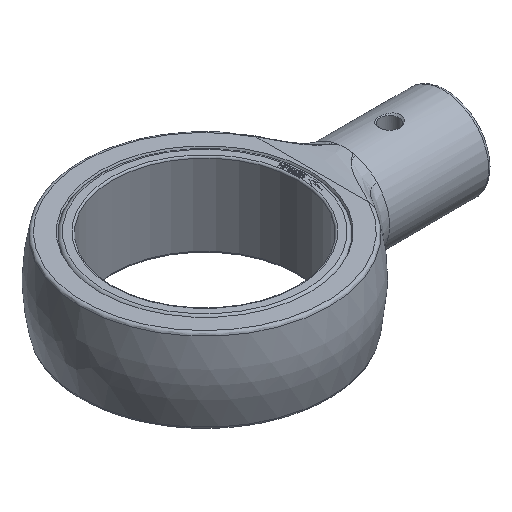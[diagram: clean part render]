
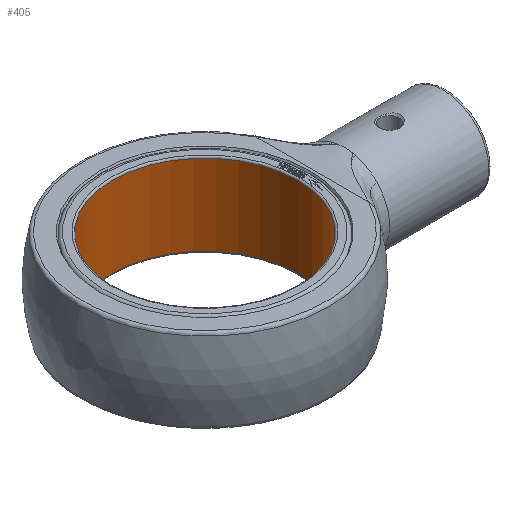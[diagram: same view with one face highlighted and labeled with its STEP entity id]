
A CAD part, isometric view. The second image highlights one B-rep face of the part: STEP entity #405.
In plain terms, the highlighted cylindrical face has radius 27.5 mm (diameter 55 mm), a full revolution.
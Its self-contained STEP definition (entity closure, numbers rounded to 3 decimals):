
#405 = ADVANCED_FACE( '', ( #810, #811 ), #812, .F. );
#810 = FACE_OUTER_BOUND( '', #2672, .T. );
#811 = FACE_OUTER_BOUND( '', #2673, .T. );
#812 = CYLINDRICAL_SURFACE( '', #2674, 27.5 );
#2672 = EDGE_LOOP( '', ( #3752 ) );
#2673 = EDGE_LOOP( '', ( #3753 ) );
#2674 = AXIS2_PLACEMENT_3D( '', #3754, #3755, #3756 );
#3752 = ORIENTED_EDGE( '', *, *, #4424, .T. );
#3753 = ORIENTED_EDGE( '', *, *, #4298, .T. );
#3754 = CARTESIAN_POINT( '', ( 0., 0., 54. ) );
#3755 = DIRECTION( '', ( 0., 0., 1. ) );
#3756 = DIRECTION( '', ( -1., 0., 0. ) );
#4298 = EDGE_CURVE( '', #4827, #4827, #4828, .F. );
#4424 = EDGE_CURVE( '', #4997, #4997, #4998, .F. );
#4827 = VERTEX_POINT( '', #6541 );
#4828 = CIRCLE( '', #6542, 27.5 );
#4997 = VERTEX_POINT( '', #6914 );
#4998 = CIRCLE( '', #6915, 27.5 );
#6541 = CARTESIAN_POINT( '', ( -27.5, 0., 12. ) );
#6542 = AXIS2_PLACEMENT_3D( '', #7232, #7233, #7234 );
#6914 = CARTESIAN_POINT( '', ( 27.5, 0., -12. ) );
#6915 = AXIS2_PLACEMENT_3D( '', #7324, #7325, #7326 );
#7232 = CARTESIAN_POINT( '', ( 0., 0., 12. ) );
#7233 = DIRECTION( '', ( 0., 0., -1. ) );
#7234 = DIRECTION( '', ( -1., 0., 0. ) );
#7324 = CARTESIAN_POINT( '', ( 0., 0., -12. ) );
#7325 = DIRECTION( '', ( 0., 0., 1. ) );
#7326 = DIRECTION( '', ( 1., 0., 0. ) );
